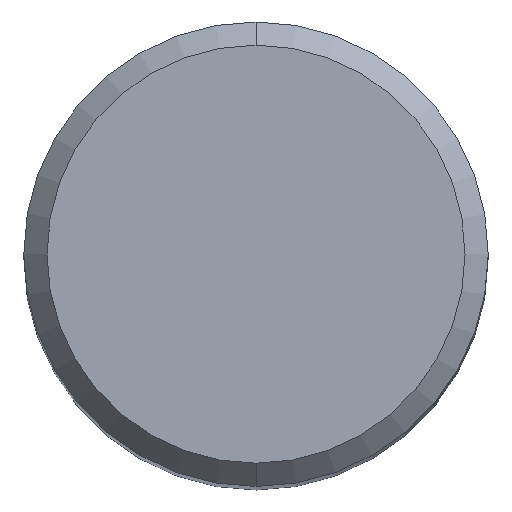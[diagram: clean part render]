
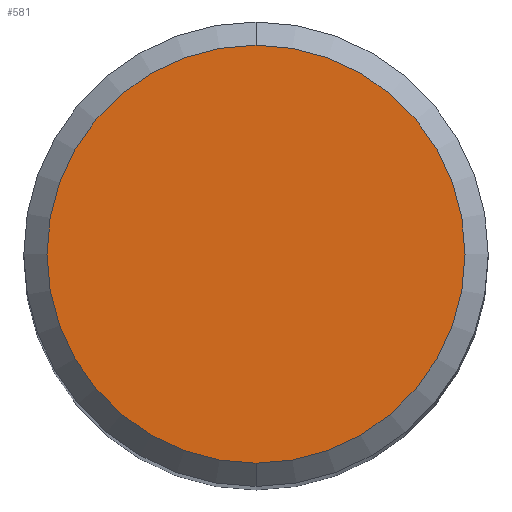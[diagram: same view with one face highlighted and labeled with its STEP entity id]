
A CAD part, top view. The second image highlights one B-rep face of the part: STEP entity #581.
In plain terms, the highlighted planar face has unit normal (0, 0, 1).
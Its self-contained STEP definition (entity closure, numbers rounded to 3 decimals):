
#335=EDGE_CURVE('',#631,#669,#946,.T.);
#581=ADVANCED_FACE('',(#1211),#1212,.T.);
#631=VERTEX_POINT('',#1266);
#669=VERTEX_POINT('',#1308);
#769=EDGE_CURVE('',#669,#631,#1418,.T.);
#946=CIRCLE('',#1624,5.4);
#1211=FACE_OUTER_BOUND('',#3042,.T.);
#1212=PLANE('',#3043);
#1266=CARTESIAN_POINT('',(0.0,5.4,0.0));
#1308=CARTESIAN_POINT('',(0.,-5.4,0.0));
#1418=CIRCLE('',#4570,5.4);
#1624=AXIS2_PLACEMENT_3D('',#5554,#5555,#5556);
#3042=EDGE_LOOP('',(#5801,#5802));
#3043=AXIS2_PLACEMENT_3D('',#5803,#5804,#5805);
#4570=AXIS2_PLACEMENT_3D('',#6003,#6004,#6005);
#5554=CARTESIAN_POINT('',(0.0,0.0,0.0));
#5555=DIRECTION('',(0.0,0.0,-1.0));
#5556=DIRECTION('',(0.0,1.0,0.0));
#5801=ORIENTED_EDGE('',*,*,#335,.F.);
#5802=ORIENTED_EDGE('',*,*,#769,.F.);
#5803=CARTESIAN_POINT('',(0.0,2.7,0.0));
#5804=DIRECTION('',(-0.0,0.0,1.0));
#5805=DIRECTION('',(0.0,-1.0,0.0));
#6003=CARTESIAN_POINT('',(0.0,0.0,0.0));
#6004=DIRECTION('',(0.0,0.0,-1.0));
#6005=DIRECTION('',(0.0,1.0,0.0));
